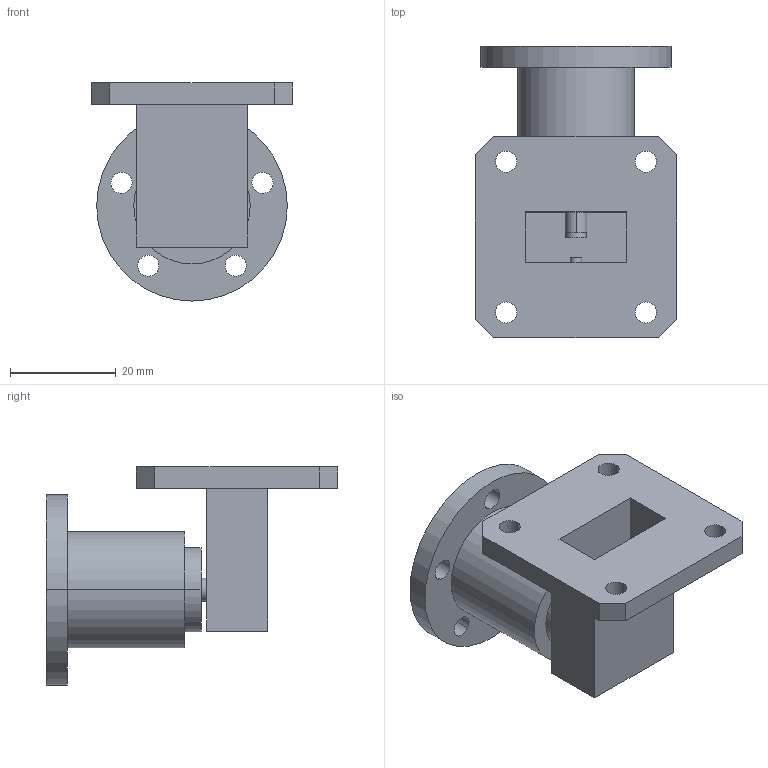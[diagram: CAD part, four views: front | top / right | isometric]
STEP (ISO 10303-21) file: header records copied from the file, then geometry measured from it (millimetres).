
FILE_DESCRIPTION(('STEP AP214'),'1');
FILE_NAME('wrToWcTM01.stp','2018-10-30T13:32:19',('migue'),(' '),'Spatial InterOp 3D','CST ACIS InterOp Converter 2016',' ');
FILE_SCHEMA(('automotive_design'));
Length unit declared in the file: millimetre
Products named in the file (5): coaxial|dielectric; 1; 2; 3; 4
Bounding box: 38.1 x 55.14 x 41.19 mm (x, y, z)
Volume: 11475.5 mm3; surface area: 13514.8 mm2
Topology: 5 solids, 5 shells, 83 faces, 192 edges, 128 vertices
Faces by surface type: cylinder 48, plane 35
Entity records: 3236 total; most frequent: DIRECTION 464, CARTESIAN_POINT 408, ORIENTED_EDGE 384, EDGE_CURVE 192, AXIS2_PLACEMENT_3D 184, VERTEX_POINT 128, EDGE_LOOP 118, LINE 96
